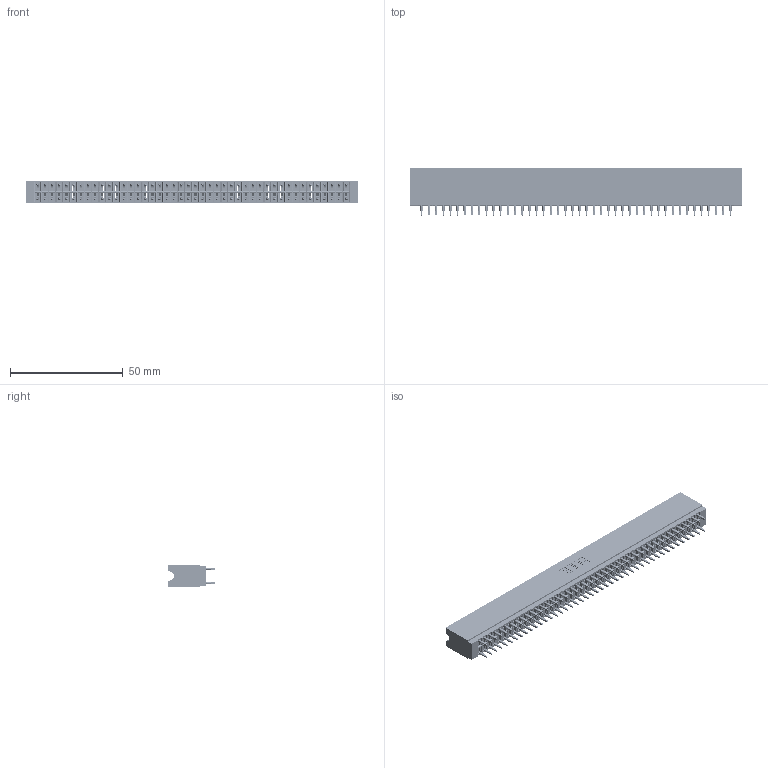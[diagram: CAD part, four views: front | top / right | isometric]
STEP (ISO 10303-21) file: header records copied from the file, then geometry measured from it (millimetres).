
FILE_DESCRIPTION (( 'STEP AP203' ), '1' );
FILE_NAME ('746-088-560-206.STEP', '2020-09-18T10:41:27', ( '' ), ( '' ), 'SwSTEP 2.0', 'SolidWorks 2020', '' );
FILE_SCHEMA (( 'CONFIG_CONTROL_DESIGN' ));
Length unit declared in the file: inch
Products named in the file (3): 746-292-001_560; 746-088-560-206; 746 Part_.515 Slot Depth - 06
Assembly tree (89 placements, depth 2):
  746-088-560-206
    746 Part_.515 Slot Depth - 06
    746-292-001_560  x88
Bounding box: 146.94 x 20.82 x 9.91 mm (x, y, z)
Volume: 16050.7 mm3; surface area: 27485.8 mm2
Topology: 89 solids, 89 shells, 8414 faces, 23409 edges, 15003 vertices
Faces by surface type: plane 4192, cylinder 1934, bspline 1760, torus 528
Entity records: 67830 total; most frequent: CARTESIAN_POINT 13462, ORIENTED_EDGE 11670, DIRECTION 9747, EDGE_CURVE 5835, VECTOR 5203, LINE 5203, VERTEX_POINT 3867, AXIS2_PLACEMENT_3D 2272
